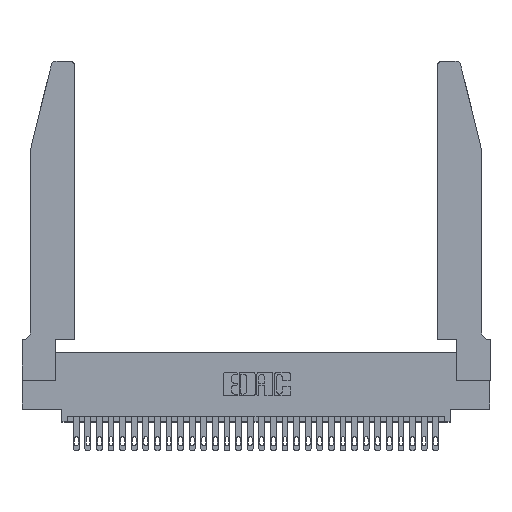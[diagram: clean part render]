
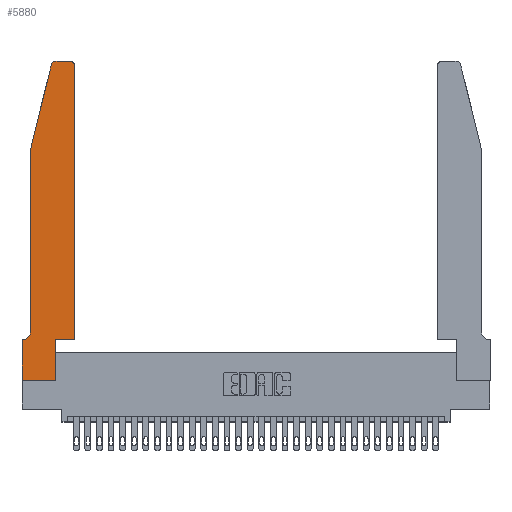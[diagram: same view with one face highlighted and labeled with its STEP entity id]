
A CAD part, top view. The second image highlights one B-rep face of the part: STEP entity #5880.
In plain terms, the highlighted planar face has unit normal (0, 0, 1).
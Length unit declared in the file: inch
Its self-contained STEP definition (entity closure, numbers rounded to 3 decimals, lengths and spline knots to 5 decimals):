
#412 = EDGE_CURVE ( 'NONE', #4725, #14050, #31255, .T. ) ;
#755 = EDGE_CURVE ( 'NONE', #16014, #14638, #4822, .T. ) ;
#760 = VECTOR ( 'NONE', #18346, 39.37008 ) ;
#1218 = PLANE ( 'NONE',  #18188 ) ;
#1279 = CARTESIAN_POINT ( 'NONE',  ( 0.0055, 0.42, 0.37 ) ) ;
#2508 = LINE ( 'NONE', #19240, #7848 ) ;
#3080 = CARTESIAN_POINT ( 'NONE',  ( 0., 0.35, 0.37 ) ) ;
#3447 = CARTESIAN_POINT ( 'NONE',  ( 0.0755, 0.35, 0.37 ) ) ;
#3504 = VECTOR ( 'NONE', #8024, 39.37008 ) ;
#3770 = ORIENTED_EDGE ( 'NONE', *, *, #11091, .T. ) ;
#4134 = LINE ( 'NONE', #27955, #760 ) ;
#4529 = CARTESIAN_POINT ( 'NONE',  ( 0., 0., 0.37 ) ) ;
#4725 = VERTEX_POINT ( 'NONE', #24911 ) ;
#4822 = LINE ( 'NONE', #7971, #19163 ) ;
#4903 = EDGE_CURVE ( 'NONE', #14050, #22668, #4925, .T. ) ;
#4925 = CIRCLE ( 'NONE', #27072, 0.07 ) ;
#4943 = VERTEX_POINT ( 'NONE', #8375 ) ;
#5337 = CARTESIAN_POINT ( 'NONE',  ( 0.4205, 2.72, 0.37 ) ) ;
#5595 = ORIENTED_EDGE ( 'NONE', *, *, #5860, .T. ) ;
#5860 = EDGE_CURVE ( 'NONE', #15356, #8112, #22970, .T. ) ;
#5862 = LINE ( 'NONE', #19023, #20929 ) ;
#5880 = ADVANCED_FACE ( 'NONE', ( #22215 ), #1218, .T. ) ;
#6048 = DIRECTION ( 'NONE',  ( 0., 0., -1. ) ) ;
#6087 = DIRECTION ( 'NONE',  ( 1., 0., 0. ) ) ;
#6205 = VECTOR ( 'NONE', #16136, 39.37008 ) ;
#6828 = DIRECTION ( 'NONE',  ( 0., 1., 0. ) ) ;
#7062 = EDGE_CURVE ( 'NONE', #22668, #13556, #30974, .T. ) ;
#7347 = AXIS2_PLACEMENT_3D ( 'NONE', #5337, #15017, #24698 ) ;
#7848 = VECTOR ( 'NONE', #6828, 39.37008 ) ;
#7971 = CARTESIAN_POINT ( 'NONE',  ( 0.4505, 0.35, 0.37 ) ) ;
#8024 = DIRECTION ( 'NONE',  ( 0., -1., 0. ) ) ;
#8112 = VERTEX_POINT ( 'NONE', #10480 ) ;
#8375 = CARTESIAN_POINT ( 'NONE',  ( 0.4505, 2.72, 0.37 ) ) ;
#8519 = DIRECTION ( 'NONE',  ( 0., 0., 1. ) ) ;
#8720 = ORIENTED_EDGE ( 'NONE', *, *, #26166, .T. ) ;
#9089 = EDGE_CURVE ( 'NONE', #21842, #16014, #2508, .T. ) ;
#9246 = LINE ( 'NONE', #25845, #6205 ) ;
#10035 = CARTESIAN_POINT ( 'NONE',  ( 0.4505, 0.35, 0.37 ) ) ;
#10262 = DIRECTION ( 'NONE',  ( -1., 0., 0. ) ) ;
#10374 = CARTESIAN_POINT ( 'NONE',  ( 0.2605, 2.75, 0.37 ) ) ;
#10480 = CARTESIAN_POINT ( 'NONE',  ( 0.25487, 2.72718, 0.37 ) ) ;
#10762 = EDGE_CURVE ( 'NONE', #8112, #4725, #9246, .T. ) ;
#11091 = EDGE_CURVE ( 'NONE', #13556, #30403, #12613, .T. ) ;
#11195 = ORIENTED_EDGE ( 'NONE', *, *, #30041, .T. ) ;
#11440 = ORIENTED_EDGE ( 'NONE', *, *, #16549, .T. ) ;
#11994 = ORIENTED_EDGE ( 'NONE', *, *, #755, .T. ) ;
#12613 = LINE ( 'NONE', #19807, #3504 ) ;
#12862 = DIRECTION ( 'NONE',  ( 1., 0., 0. ) ) ;
#13348 = ORIENTED_EDGE ( 'NONE', *, *, #412, .T. ) ;
#13556 = VERTEX_POINT ( 'NONE', #3080 ) ;
#14050 = VERTEX_POINT ( 'NONE', #22042 ) ;
#14197 = CIRCLE ( 'NONE', #7347, 0.03 ) ;
#14638 = VERTEX_POINT ( 'NONE', #10035 ) ;
#15017 = DIRECTION ( 'NONE',  ( 0., 0., 1. ) ) ;
#15356 = VERTEX_POINT ( 'NONE', #22177 ) ;
#16014 = VERTEX_POINT ( 'NONE', #18340 ) ;
#16136 = DIRECTION ( 'NONE',  ( -0.239, -0.971, 0. ) ) ;
#16530 = VECTOR ( 'NONE', #19340, 39.37008 ) ;
#16549 = EDGE_CURVE ( 'NONE', #22906, #15356, #22471, .T. ) ;
#16796 = ORIENTED_EDGE ( 'NONE', *, *, #10762, .T. ) ;
#16912 = CARTESIAN_POINT ( 'NONE',  ( 0.0755, 2., 0.37 ) ) ;
#17754 = DIRECTION ( 'NONE',  ( 1., 0., 0. ) ) ;
#18123 = DIRECTION ( 'NONE',  ( -1., 0., 0. ) ) ;
#18188 = AXIS2_PLACEMENT_3D ( 'NONE', #20507, #8519, #6087 ) ;
#18340 = CARTESIAN_POINT ( 'NONE',  ( 0.2865, 0.35, 0.37 ) ) ;
#18346 = DIRECTION ( 'NONE',  ( 1., 0., 0. ) ) ;
#19023 = CARTESIAN_POINT ( 'NONE',  ( 0.4505, 0.35, 0.37 ) ) ;
#19163 = VECTOR ( 'NONE', #17754, 39.37008 ) ;
#19240 = CARTESIAN_POINT ( 'NONE',  ( 0.2865, 0.35, 0.37 ) ) ;
#19340 = DIRECTION ( 'NONE',  ( 0., -1., 0. ) ) ;
#19807 = CARTESIAN_POINT ( 'NONE',  ( 0., 0., 0.37 ) ) ;
#19866 = ORIENTED_EDGE ( 'NONE', *, *, #4903, .T. ) ;
#20067 = EDGE_CURVE ( 'NONE', #30403, #21842, #4134, .T. ) ;
#20403 = DIRECTION ( 'NONE',  ( 0., 0., 1. ) ) ;
#20507 = CARTESIAN_POINT ( 'NONE',  ( 0., 0.35, 0.37 ) ) ;
#20929 = VECTOR ( 'NONE', #26302, 39.37008 ) ;
#21842 = VERTEX_POINT ( 'NONE', #27539 ) ;
#22042 = CARTESIAN_POINT ( 'NONE',  ( 0.0755, 0.42, 0.37 ) ) ;
#22177 = CARTESIAN_POINT ( 'NONE',  ( 0.284, 2.75, 0.37 ) ) ;
#22215 = FACE_OUTER_BOUND ( 'NONE', #23528, .T. ) ;
#22471 = LINE ( 'NONE', #10374, #27035 ) ;
#22668 = VERTEX_POINT ( 'NONE', #30669 ) ;
#22906 = VERTEX_POINT ( 'NONE', #24272 ) ;
#22970 = CIRCLE ( 'NONE', #28501, 0.03 ) ;
#22983 = DIRECTION ( 'NONE',  ( -1., 0., 0. ) ) ;
#23528 = EDGE_LOOP ( 'NONE', ( #11440, #5595, #16796, #13348, #19866, #25168, #3770, #26154, #30267, #11994, #8720, #11195 ) ) ;
#24272 = CARTESIAN_POINT ( 'NONE',  ( 0.4205, 2.75, 0.37 ) ) ;
#24499 = VECTOR ( 'NONE', #10262, 39.37008 ) ;
#24698 = DIRECTION ( 'NONE',  ( 1., 0., 0. ) ) ;
#24911 = CARTESIAN_POINT ( 'NONE',  ( 0.0755, 2., 0.37 ) ) ;
#25168 = ORIENTED_EDGE ( 'NONE', *, *, #7062, .T. ) ;
#25845 = CARTESIAN_POINT ( 'NONE',  ( 0.0755, 2., 0.37 ) ) ;
#26154 = ORIENTED_EDGE ( 'NONE', *, *, #20067, .T. ) ;
#26166 = EDGE_CURVE ( 'NONE', #14638, #4943, #5862, .T. ) ;
#26302 = DIRECTION ( 'NONE',  ( 0., 1., 0. ) ) ;
#27035 = VECTOR ( 'NONE', #18123, 39.37008 ) ;
#27072 = AXIS2_PLACEMENT_3D ( 'NONE', #1279, #6048, #22983 ) ;
#27539 = CARTESIAN_POINT ( 'NONE',  ( 0.2865, 0., 0.37 ) ) ;
#27955 = CARTESIAN_POINT ( 'NONE',  ( 0., 0., 0.37 ) ) ;
#28501 = AXIS2_PLACEMENT_3D ( 'NONE', #30052, #20403, #12862 ) ;
#30041 = EDGE_CURVE ( 'NONE', #4943, #22906, #14197, .T. ) ;
#30052 = CARTESIAN_POINT ( 'NONE',  ( 0.284, 2.72, 0.37 ) ) ;
#30267 = ORIENTED_EDGE ( 'NONE', *, *, #9089, .T. ) ;
#30403 = VERTEX_POINT ( 'NONE', #4529 ) ;
#30669 = CARTESIAN_POINT ( 'NONE',  ( 0.0055, 0.35, 0.37 ) ) ;
#30974 = LINE ( 'NONE', #3447, #24499 ) ;
#31255 = LINE ( 'NONE', #16912, #16530 ) ;
